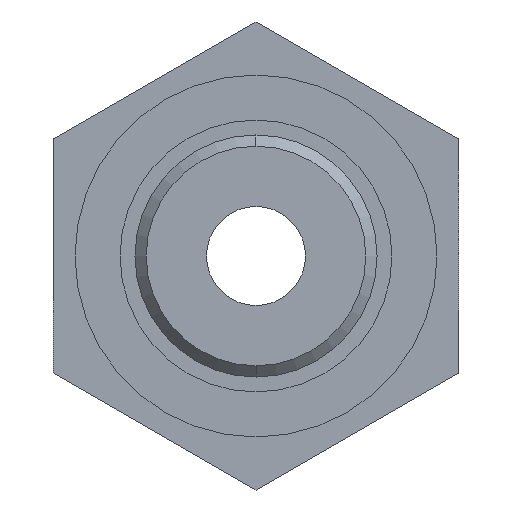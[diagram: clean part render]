
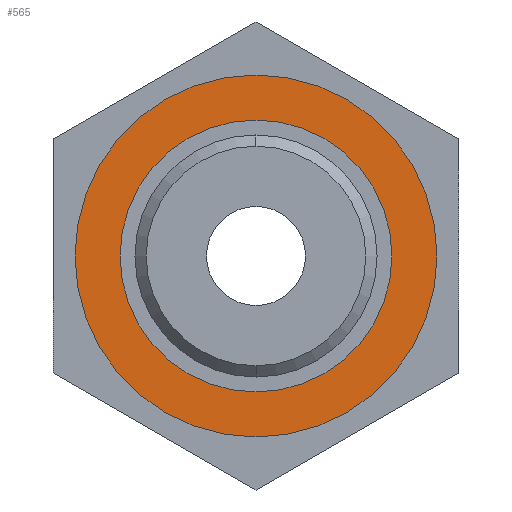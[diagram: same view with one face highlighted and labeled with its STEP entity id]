
A CAD part, left-side view. The second image highlights one B-rep face of the part: STEP entity #565.
In plain terms, the highlighted planar face has unit normal (-1, 0, 0).
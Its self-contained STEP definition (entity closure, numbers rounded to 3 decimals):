
#17 = AXIS2_PLACEMENT_3D ( 'NONE', #812, #692, #821 ) ;
#34 = AXIS2_PLACEMENT_3D ( 'NONE', #686, #749, #350 ) ;
#55 = CARTESIAN_POINT ( 'NONE',  ( 2.4, 0., 0. ) ) ;
#61 = ORIENTED_EDGE ( 'NONE', *, *, #762, .F. ) ;
#76 = DIRECTION ( 'NONE',  ( 1., 0., 0. ) ) ;
#87 = FACE_OUTER_BOUND ( 'NONE', #799, .T. ) ;
#102 = CARTESIAN_POINT ( 'NONE',  ( 2.4, 0., 12.075 ) ) ;
#145 = VERTEX_POINT ( 'NONE', #507 ) ;
#167 = CARTESIAN_POINT ( 'NONE',  ( 2.4, 0., -16.075 ) ) ;
#205 = EDGE_CURVE ( 'NONE', #145, #585, #353, .T. ) ;
#234 = AXIS2_PLACEMENT_3D ( 'NONE', #55, #786, #583 ) ;
#255 = CARTESIAN_POINT ( 'NONE',  ( 2.4, 0., 0. ) ) ;
#286 = PLANE ( 'NONE',  #17 ) ;
#350 = DIRECTION ( 'NONE',  ( 0., 0., -1. ) ) ;
#353 = CIRCLE ( 'NONE', #795, 12.075 ) ;
#419 = CIRCLE ( 'NONE', #707, 16.075 ) ;
#429 = CIRCLE ( 'NONE', #234, 16.075 ) ;
#502 = CARTESIAN_POINT ( 'NONE',  ( 2.4, 0., 16.075 ) ) ;
#507 = CARTESIAN_POINT ( 'NONE',  ( 2.4, 0., -12.075 ) ) ;
#511 = DIRECTION ( 'NONE',  ( 0., 0., -1. ) ) ;
#520 = FACE_BOUND ( 'NONE', #576, .T. ) ;
#521 = ORIENTED_EDGE ( 'NONE', *, *, #737, .F. ) ;
#531 = VERTEX_POINT ( 'NONE', #167 ) ;
#565 = ADVANCED_FACE ( 'NONE', ( #87, #520 ), #286, .F. ) ;
#576 = EDGE_LOOP ( 'NONE', ( #612, #825 ) ) ;
#583 = DIRECTION ( 'NONE',  ( 0., 0., -1. ) ) ;
#585 = VERTEX_POINT ( 'NONE', #102 ) ;
#603 = CIRCLE ( 'NONE', #34, 12.075 ) ;
#611 = EDGE_CURVE ( 'NONE', #585, #145, #603, .T. ) ;
#612 = ORIENTED_EDGE ( 'NONE', *, *, #205, .T. ) ;
#655 = CARTESIAN_POINT ( 'NONE',  ( 2.4, 0., 0. ) ) ;
#686 = CARTESIAN_POINT ( 'NONE',  ( 2.4, 0., 0. ) ) ;
#690 = VERTEX_POINT ( 'NONE', #502 ) ;
#692 = DIRECTION ( 'NONE',  ( 1., 0., 0. ) ) ;
#707 = AXIS2_PLACEMENT_3D ( 'NONE', #655, #76, #511 ) ;
#719 = DIRECTION ( 'NONE',  ( 1., 0., 0. ) ) ;
#737 = EDGE_CURVE ( 'NONE', #690, #531, #429, .T. ) ;
#749 = DIRECTION ( 'NONE',  ( 1., 0., 0. ) ) ;
#762 = EDGE_CURVE ( 'NONE', #531, #690, #419, .T. ) ;
#780 = DIRECTION ( 'NONE',  ( 0., 0., -1. ) ) ;
#786 = DIRECTION ( 'NONE',  ( 1., 0., 0. ) ) ;
#795 = AXIS2_PLACEMENT_3D ( 'NONE', #255, #719, #780 ) ;
#799 = EDGE_LOOP ( 'NONE', ( #61, #521 ) ) ;
#812 = CARTESIAN_POINT ( 'NONE',  ( 2.4, 16.075, 0. ) ) ;
#821 = DIRECTION ( 'NONE',  ( 0., 0., -1. ) ) ;
#825 = ORIENTED_EDGE ( 'NONE', *, *, #611, .T. ) ;
